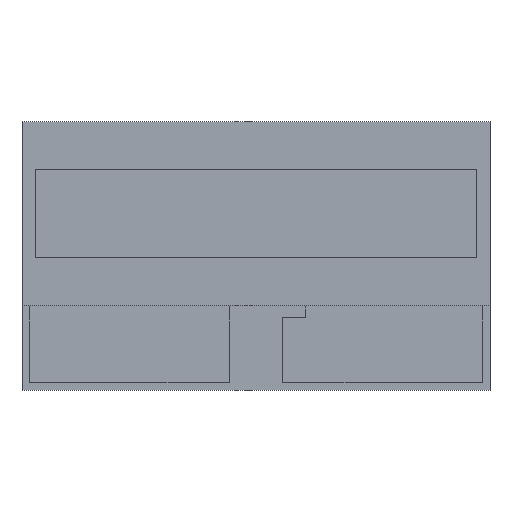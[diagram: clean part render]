
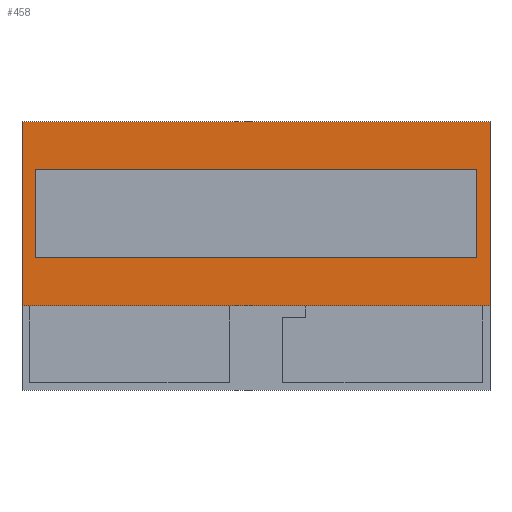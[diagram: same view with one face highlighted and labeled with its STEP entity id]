
A CAD part, top view. The second image highlights one B-rep face of the part: STEP entity #458.
In plain terms, the highlighted planar face has unit normal (0, 0, 1).
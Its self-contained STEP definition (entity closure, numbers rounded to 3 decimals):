
#4 = EDGE_CURVE ( 'NONE', #385, #1029, #74, .T. ) ;
#5 = CARTESIAN_POINT ( 'NONE',  ( 3.05, -1.2, 0. ) ) ;
#8 = CARTESIAN_POINT ( 'NONE',  ( 2.875, -0.575, 0. ) ) ;
#74 = LINE ( 'NONE', #550, #945 ) ;
#76 = CARTESIAN_POINT ( 'NONE',  ( -3.05, 1.2, 0. ) ) ;
#94 = ORIENTED_EDGE ( 'NONE', *, *, #729, .T. ) ;
#98 = LINE ( 'NONE', #682, #215 ) ;
#127 = EDGE_CURVE ( 'NONE', #1216, #208, #882, .T. ) ;
#133 = VERTEX_POINT ( 'NONE', #76 ) ;
#137 = CARTESIAN_POINT ( 'NONE',  ( 0., 0., 0. ) ) ;
#158 = VECTOR ( 'NONE', #501, 1000. ) ;
#165 = EDGE_CURVE ( 'NONE', #888, #1123, #344, .T. ) ;
#171 = CARTESIAN_POINT ( 'NONE',  ( 2.875, -0.575, 0. ) ) ;
#173 = DIRECTION ( 'NONE',  ( 0., -1., 0. ) ) ;
#208 = VERTEX_POINT ( 'NONE', #8 ) ;
#215 = VECTOR ( 'NONE', #480, 1000. ) ;
#269 = CARTESIAN_POINT ( 'NONE',  ( -3.05, -1.2, 0. ) ) ;
#291 = VECTOR ( 'NONE', #906, 1000. ) ;
#313 = CARTESIAN_POINT ( 'NONE',  ( -3.05, 1.2, 0. ) ) ;
#333 = EDGE_CURVE ( 'NONE', #208, #385, #624, .T. ) ;
#344 = LINE ( 'NONE', #1140, #647 ) ;
#359 = VECTOR ( 'NONE', #1109, 1000. ) ;
#364 = ORIENTED_EDGE ( 'NONE', *, *, #165, .T. ) ;
#375 = EDGE_CURVE ( 'NONE', #1123, #442, #923, .T. ) ;
#385 = VERTEX_POINT ( 'NONE', #998 ) ;
#429 = EDGE_CURVE ( 'NONE', #442, #133, #1073, .T. ) ;
#442 = VERTEX_POINT ( 'NONE', #619 ) ;
#458 = ADVANCED_FACE ( 'NONE', ( #1189, #1088 ), #519, .F. ) ;
#480 = DIRECTION ( 'NONE',  ( 0., -1., 0. ) ) ;
#483 = AXIS2_PLACEMENT_3D ( 'NONE', #137, #706, #1202 ) ;
#493 = VECTOR ( 'NONE', #736, 1000. ) ;
#501 = DIRECTION ( 'NONE',  ( 0., 1., 0. ) ) ;
#519 = PLANE ( 'NONE',  #483 ) ;
#550 = CARTESIAN_POINT ( 'NONE',  ( -2.875, 0.575, 0. ) ) ;
#564 = ORIENTED_EDGE ( 'NONE', *, *, #968, .F. ) ;
#591 = CARTESIAN_POINT ( 'NONE',  ( 2.875, 0.575, 0. ) ) ;
#619 = CARTESIAN_POINT ( 'NONE',  ( 3.05, 1.2, 0. ) ) ;
#624 = LINE ( 'NONE', #591, #158 ) ;
#647 = VECTOR ( 'NONE', #1232, 1000. ) ;
#682 = CARTESIAN_POINT ( 'NONE',  ( -2.875, -0.575, 0. ) ) ;
#693 = ORIENTED_EDGE ( 'NONE', *, *, #4, .F. ) ;
#706 = DIRECTION ( 'NONE',  ( 0., 0., -1. ) ) ;
#729 = EDGE_CURVE ( 'NONE', #133, #888, #939, .T. ) ;
#736 = DIRECTION ( 'NONE',  ( 1., 0., 0. ) ) ;
#832 = ORIENTED_EDGE ( 'NONE', *, *, #375, .T. ) ;
#853 = EDGE_LOOP ( 'NONE', ( #959, #564, #693, #930 ) ) ;
#882 = LINE ( 'NONE', #171, #493 ) ;
#888 = VERTEX_POINT ( 'NONE', #1076 ) ;
#898 = ORIENTED_EDGE ( 'NONE', *, *, #429, .T. ) ;
#906 = DIRECTION ( 'NONE',  ( 0., 1., 0. ) ) ;
#923 = LINE ( 'NONE', #1181, #291 ) ;
#930 = ORIENTED_EDGE ( 'NONE', *, *, #333, .F. ) ;
#939 = LINE ( 'NONE', #269, #1158 ) ;
#945 = VECTOR ( 'NONE', #1030, 1000. ) ;
#959 = ORIENTED_EDGE ( 'NONE', *, *, #127, .F. ) ;
#968 = EDGE_CURVE ( 'NONE', #1029, #1216, #98, .T. ) ;
#969 = CARTESIAN_POINT ( 'NONE',  ( -2.875, -0.575, 0. ) ) ;
#994 = CARTESIAN_POINT ( 'NONE',  ( -2.875, 0.575, 0. ) ) ;
#998 = CARTESIAN_POINT ( 'NONE',  ( 2.875, 0.575, 0. ) ) ;
#1007 = EDGE_LOOP ( 'NONE', ( #832, #898, #94, #364 ) ) ;
#1029 = VERTEX_POINT ( 'NONE', #994 ) ;
#1030 = DIRECTION ( 'NONE',  ( -1., 0., 0. ) ) ;
#1073 = LINE ( 'NONE', #313, #359 ) ;
#1076 = CARTESIAN_POINT ( 'NONE',  ( -3.05, -1.2, 0. ) ) ;
#1088 = FACE_OUTER_BOUND ( 'NONE', #1007, .T. ) ;
#1109 = DIRECTION ( 'NONE',  ( -1., 0., 0. ) ) ;
#1123 = VERTEX_POINT ( 'NONE', #5 ) ;
#1140 = CARTESIAN_POINT ( 'NONE',  ( -3.05, -1.2, 0. ) ) ;
#1158 = VECTOR ( 'NONE', #173, 1000. ) ;
#1181 = CARTESIAN_POINT ( 'NONE',  ( 3.05, -1.2, 0. ) ) ;
#1189 = FACE_BOUND ( 'NONE', #853, .T. ) ;
#1202 = DIRECTION ( 'NONE',  ( -1., 0., 0. ) ) ;
#1216 = VERTEX_POINT ( 'NONE', #969 ) ;
#1232 = DIRECTION ( 'NONE',  ( 1., 0., 0. ) ) ;
